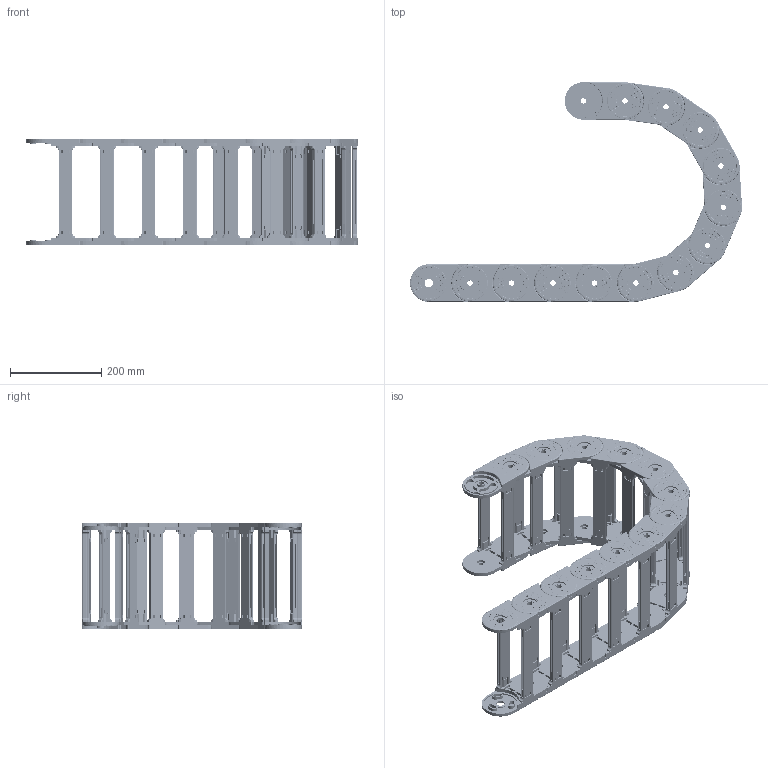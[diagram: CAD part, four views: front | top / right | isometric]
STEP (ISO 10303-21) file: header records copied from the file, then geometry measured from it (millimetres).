
FILE_DESCRIPTION (( 'STEP AP214' ), '1' );
FILE_NAME ('CK60-A180-R200.STEP', '2019-09-06T09:29:22', ( '' ), ( '' ), 'SwSTEP 2.0', 'SolidWorks 2017', '' );
FILE_SCHEMA (( 'AUTOMOTIVE_DESIGN' ));
Length unit declared in the file: millimetre
Products named in the file (2): CK60-A180-R200; CK60-A180
Assembly tree (13 placements, depth 2):
  CK60-A180-R200
    CK60-A180  x13
Bounding box: 729.13 x 482.03 x 233.56 mm (x, y, z)
Volume: 3499276.2 mm3; surface area: 1861206.4 mm2
Topology: 52 solids, 52 shells, 12480 faces, 32240 edges, 20800 vertices
Faces by surface type: plane 5304, cylinder 3822, bspline 2678, torus 468, sphere 208
Entity records: 38771 total; most frequent: CARTESIAN_POINT 16896, ORIENTED_EDGE 4936, DIRECTION 4020, EDGE_CURVE 2468, VERTEX_POINT 1600, AXIS2_PLACEMENT_3D 1344, LINE 1332, VECTOR 1332
